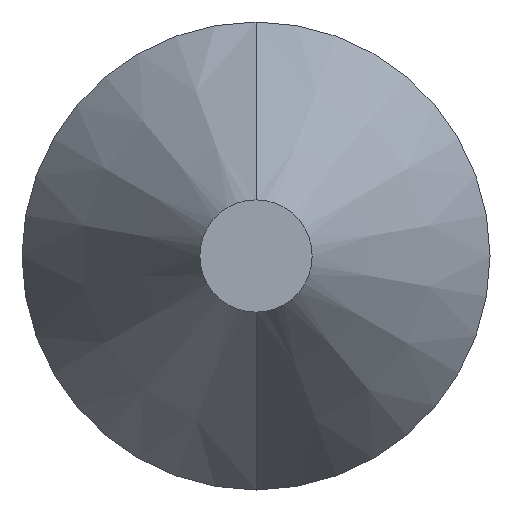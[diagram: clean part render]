
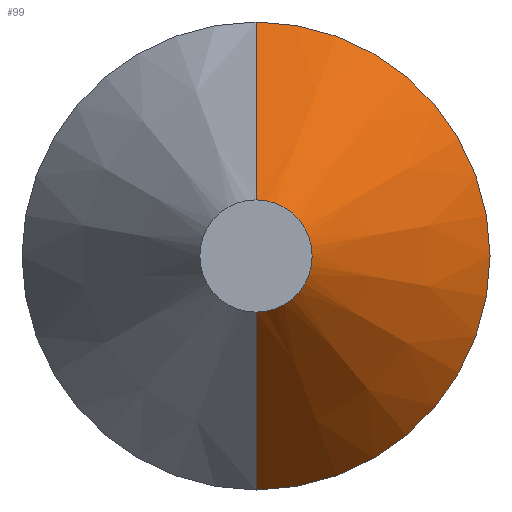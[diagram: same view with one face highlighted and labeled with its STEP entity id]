
A CAD part, front view. The second image highlights one B-rep face of the part: STEP entity #99.
In plain terms, the highlighted conical face has half-angle 30 degrees and reference radius 0.762 mm.
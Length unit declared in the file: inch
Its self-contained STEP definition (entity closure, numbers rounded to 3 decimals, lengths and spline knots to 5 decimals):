
#2 = AXIS2_PLACEMENT_3D ( 'NONE', #288, #68, #211 ) ;
#7 = DIRECTION ( 'NONE',  ( 0., 0., -1. ) ) ;
#16 = AXIS2_PLACEMENT_3D ( 'NONE', #90, #228, #46 ) ;
#18 = ORIENTED_EDGE ( 'NONE', *, *, #88, .F. ) ;
#23 = DIRECTION ( 'NONE',  ( 0., 0.866, -0.5 ) ) ;
#25 = CARTESIAN_POINT ( 'NONE',  ( 0., 0., 0. ) ) ;
#35 = VERTEX_POINT ( 'NONE', #48 ) ;
#41 = EDGE_CURVE ( 'NONE', #35, #174, #156, .T. ) ;
#42 = CARTESIAN_POINT ( 'NONE',  ( 0., 0., -0.03 ) ) ;
#46 = DIRECTION ( 'NONE',  ( 0., 0., -1. ) ) ;
#48 = CARTESIAN_POINT ( 'NONE',  ( 0., 0., -0.03 ) ) ;
#58 = EDGE_LOOP ( 'NONE', ( #79, #81, #199, #18 ) ) ;
#67 = EDGE_CURVE ( 'NONE', #174, #224, #206, .T. ) ;
#68 = DIRECTION ( 'NONE',  ( 0., 1., 0. ) ) ;
#69 = CONICAL_SURFACE ( 'NONE', #2, 0.03, 0.524 ) ;
#73 = VECTOR ( 'NONE', #23, 39.37008 ) ;
#79 = ORIENTED_EDGE ( 'NONE', *, *, #217, .F. ) ;
#81 = ORIENTED_EDGE ( 'NONE', *, *, #41, .T. ) ;
#87 = LINE ( 'NONE', #184, #173 ) ;
#88 = EDGE_CURVE ( 'NONE', #104, #224, #87, .T. ) ;
#90 = CARTESIAN_POINT ( 'NONE',  ( 0., 0.16454, 0. ) ) ;
#95 = CARTESIAN_POINT ( 'NONE',  ( 0., 0.16454, -0.125 ) ) ;
#99 = ADVANCED_FACE ( 'NONE', ( #116 ), #69, .T. ) ;
#104 = VERTEX_POINT ( 'NONE', #287 ) ;
#116 = FACE_OUTER_BOUND ( 'NONE', #58, .T. ) ;
#125 = DIRECTION ( 'NONE',  ( 0., -1., 0. ) ) ;
#156 = LINE ( 'NONE', #42, #73 ) ;
#162 = DIRECTION ( 'NONE',  ( 0., 0.866, 0.5 ) ) ;
#173 = VECTOR ( 'NONE', #162, 39.37008 ) ;
#174 = VERTEX_POINT ( 'NONE', #95 ) ;
#184 = CARTESIAN_POINT ( 'NONE',  ( 0., 0., 0.03 ) ) ;
#188 = CIRCLE ( 'NONE', #210, 0.03 ) ;
#192 = CARTESIAN_POINT ( 'NONE',  ( 0., 0.16454, 0.125 ) ) ;
#199 = ORIENTED_EDGE ( 'NONE', *, *, #67, .T. ) ;
#206 = CIRCLE ( 'NONE', #16, 0.125 ) ;
#210 = AXIS2_PLACEMENT_3D ( 'NONE', #25, #125, #7 ) ;
#211 = DIRECTION ( 'NONE',  ( 0., 0., 1. ) ) ;
#217 = EDGE_CURVE ( 'NONE', #35, #104, #188, .T. ) ;
#224 = VERTEX_POINT ( 'NONE', #192 ) ;
#228 = DIRECTION ( 'NONE',  ( 0., -1., 0. ) ) ;
#287 = CARTESIAN_POINT ( 'NONE',  ( 0., 0., 0.03 ) ) ;
#288 = CARTESIAN_POINT ( 'NONE',  ( 0., 0., 0. ) ) ;
